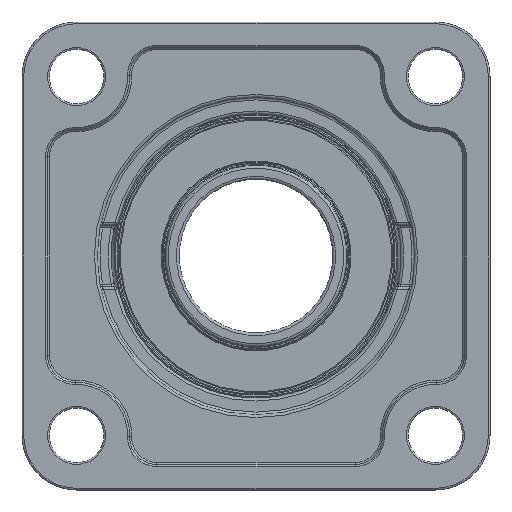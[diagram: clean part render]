
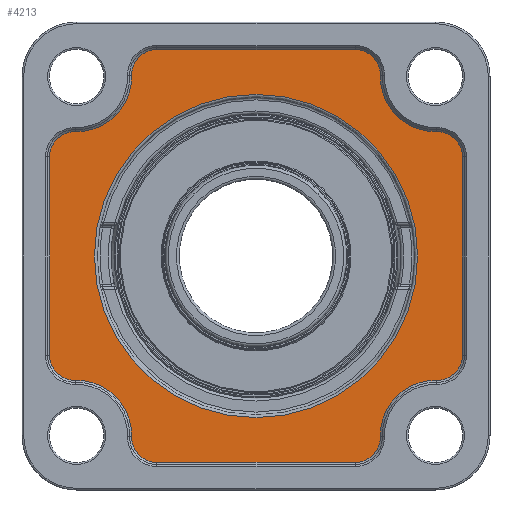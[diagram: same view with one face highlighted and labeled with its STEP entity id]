
A CAD part, front view. The second image highlights one B-rep face of the part: STEP entity #4213.
In plain terms, the highlighted planar face has unit normal (0, -1, 0).
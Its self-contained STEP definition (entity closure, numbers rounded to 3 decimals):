
#90=FACE_BOUND('',#1102,.T.);
#130=PLANE('',#4614);
#205=LINE('',#7293,#419);
#206=LINE('',#7301,#420);
#207=LINE('',#7309,#421);
#208=LINE('',#7317,#422);
#419=VECTOR('',#5369,10.);
#420=VECTOR('',#5376,10.);
#421=VECTOR('',#5383,10.);
#422=VECTOR('',#5390,10.);
#818=FACE_OUTER_BOUND('',#1101,.T.);
#1101=EDGE_LOOP('',(#3063,#3064,#3065,#3066,#3067,#3068,#3069,#3070,#3071,
#3072,#3073,#3074,#3075,#3076,#3077,#3078));
#1102=EDGE_LOOP('',(#3079));
#1422=CIRCLE('',#4613,47.3);
#1423=CIRCLE('',#4615,7.4);
#1424=CIRCLE('',#4616,16.1);
#1425=CIRCLE('',#4617,7.4);
#1426=CIRCLE('',#4618,7.4);
#1427=CIRCLE('',#4619,16.1);
#1428=CIRCLE('',#4620,7.4);
#1429=CIRCLE('',#4621,7.4);
#1430=CIRCLE('',#4622,16.1);
#1431=CIRCLE('',#4623,7.4);
#1432=CIRCLE('',#4624,7.4);
#1433=CIRCLE('',#4625,16.1);
#1434=CIRCLE('',#4626,7.4);
#1868=VERTEX_POINT('',#7287);
#1869=VERTEX_POINT('',#7291);
#1870=VERTEX_POINT('',#7292);
#1871=VERTEX_POINT('',#7294);
#1872=VERTEX_POINT('',#7296);
#1873=VERTEX_POINT('',#7298);
#1874=VERTEX_POINT('',#7300);
#1875=VERTEX_POINT('',#7302);
#1876=VERTEX_POINT('',#7304);
#1877=VERTEX_POINT('',#7306);
#1878=VERTEX_POINT('',#7308);
#1879=VERTEX_POINT('',#7310);
#1880=VERTEX_POINT('',#7312);
#1881=VERTEX_POINT('',#7314);
#1882=VERTEX_POINT('',#7316);
#1883=VERTEX_POINT('',#7318);
#1884=VERTEX_POINT('',#7320);
#2300=EDGE_CURVE('',#1868,#1868,#1422,.T.);
#2301=EDGE_CURVE('',#1869,#1870,#205,.T.);
#2302=EDGE_CURVE('',#1871,#1869,#1423,.T.);
#2303=EDGE_CURVE('',#1872,#1871,#1424,.T.);
#2304=EDGE_CURVE('',#1873,#1872,#1425,.T.);
#2305=EDGE_CURVE('',#1874,#1873,#206,.T.);
#2306=EDGE_CURVE('',#1875,#1874,#1426,.T.);
#2307=EDGE_CURVE('',#1876,#1875,#1427,.T.);
#2308=EDGE_CURVE('',#1877,#1876,#1428,.T.);
#2309=EDGE_CURVE('',#1878,#1877,#207,.T.);
#2310=EDGE_CURVE('',#1879,#1878,#1429,.T.);
#2311=EDGE_CURVE('',#1880,#1879,#1430,.T.);
#2312=EDGE_CURVE('',#1881,#1880,#1431,.T.);
#2313=EDGE_CURVE('',#1882,#1881,#208,.T.);
#2314=EDGE_CURVE('',#1883,#1882,#1432,.T.);
#2315=EDGE_CURVE('',#1884,#1883,#1433,.T.);
#2316=EDGE_CURVE('',#1870,#1884,#1434,.T.);
#3063=ORIENTED_EDGE('',*,*,#2301,.F.);
#3064=ORIENTED_EDGE('',*,*,#2302,.F.);
#3065=ORIENTED_EDGE('',*,*,#2303,.F.);
#3066=ORIENTED_EDGE('',*,*,#2304,.F.);
#3067=ORIENTED_EDGE('',*,*,#2305,.F.);
#3068=ORIENTED_EDGE('',*,*,#2306,.F.);
#3069=ORIENTED_EDGE('',*,*,#2307,.F.);
#3070=ORIENTED_EDGE('',*,*,#2308,.F.);
#3071=ORIENTED_EDGE('',*,*,#2309,.F.);
#3072=ORIENTED_EDGE('',*,*,#2310,.F.);
#3073=ORIENTED_EDGE('',*,*,#2311,.F.);
#3074=ORIENTED_EDGE('',*,*,#2312,.F.);
#3075=ORIENTED_EDGE('',*,*,#2313,.F.);
#3076=ORIENTED_EDGE('',*,*,#2314,.F.);
#3077=ORIENTED_EDGE('',*,*,#2315,.F.);
#3078=ORIENTED_EDGE('',*,*,#2316,.F.);
#3079=ORIENTED_EDGE('',*,*,#2300,.F.);
#4213=ADVANCED_FACE('',(#818,#90),#130,.T.);
#4613=AXIS2_PLACEMENT_3D('',#7289,#5365,#5366);
#4614=AXIS2_PLACEMENT_3D('',#7290,#5367,#5368);
#4615=AXIS2_PLACEMENT_3D('',#7295,#5370,#5371);
#4616=AXIS2_PLACEMENT_3D('',#7297,#5372,#5373);
#4617=AXIS2_PLACEMENT_3D('',#7299,#5374,#5375);
#4618=AXIS2_PLACEMENT_3D('',#7303,#5377,#5378);
#4619=AXIS2_PLACEMENT_3D('',#7305,#5379,#5380);
#4620=AXIS2_PLACEMENT_3D('',#7307,#5381,#5382);
#4621=AXIS2_PLACEMENT_3D('',#7311,#5384,#5385);
#4622=AXIS2_PLACEMENT_3D('',#7313,#5386,#5387);
#4623=AXIS2_PLACEMENT_3D('',#7315,#5388,#5389);
#4624=AXIS2_PLACEMENT_3D('',#7319,#5391,#5392);
#4625=AXIS2_PLACEMENT_3D('',#7321,#5393,#5394);
#4626=AXIS2_PLACEMENT_3D('',#7322,#5395,#5396);
#5365=DIRECTION('center_axis',(0.,-1.,0.));
#5366=DIRECTION('ref_axis',(-1.,0.,0.));
#5367=DIRECTION('center_axis',(0.,-1.,0.));
#5368=DIRECTION('ref_axis',(0.,0.,-1.));
#5369=DIRECTION('',(0.,0.,-1.));
#5370=DIRECTION('center_axis',(0.,1.,0.));
#5371=DIRECTION('ref_axis',(0.7,0.,0.715));
#5372=DIRECTION('center_axis',(0.,-1.,0.));
#5373=DIRECTION('ref_axis',(-1.,0.,0.));
#5374=DIRECTION('center_axis',(0.,1.,0.));
#5375=DIRECTION('ref_axis',(0.715,0.,0.7));
#5376=DIRECTION('',(1.,0.,0.));
#5377=DIRECTION('center_axis',(0.,1.,0.));
#5378=DIRECTION('ref_axis',(-0.715,0.,0.7));
#5379=DIRECTION('center_axis',(0.,-1.,0.));
#5380=DIRECTION('ref_axis',(1.,0.,0.));
#5381=DIRECTION('center_axis',(0.,1.,0.));
#5382=DIRECTION('ref_axis',(-0.7,0.,0.715));
#5383=DIRECTION('',(0.,0.,1.));
#5384=DIRECTION('center_axis',(0.,1.,0.));
#5385=DIRECTION('ref_axis',(-0.7,0.,-0.715));
#5386=DIRECTION('center_axis',(0.,-1.,0.));
#5387=DIRECTION('ref_axis',(1.,0.,0.));
#5388=DIRECTION('center_axis',(0.,1.,0.));
#5389=DIRECTION('ref_axis',(-0.715,0.,-0.7));
#5390=DIRECTION('',(-1.,0.,0.));
#5391=DIRECTION('center_axis',(0.,1.,0.));
#5392=DIRECTION('ref_axis',(0.715,0.,-0.7));
#5393=DIRECTION('center_axis',(0.,-1.,0.));
#5394=DIRECTION('ref_axis',(-1.,0.,0.));
#5395=DIRECTION('center_axis',(0.,1.,0.));
#5396=DIRECTION('ref_axis',(0.7,0.,-0.715));
#7287=CARTESIAN_POINT('',(0.,6.,47.3));
#7289=CARTESIAN_POINT('Origin',(0.,6.,0.));
#7290=CARTESIAN_POINT('Origin',(0.,6.,0.));
#7291=CARTESIAN_POINT('',(60.4,6.,29.005));
#7292=CARTESIAN_POINT('',(60.4,6.,-29.005));
#7293=CARTESIAN_POINT('',(60.4,6.,19.769));
#7294=CARTESIAN_POINT('',(52.843,6.,36.404));
#7295=CARTESIAN_POINT('Origin',(53.,6.,29.005));
#7296=CARTESIAN_POINT('',(36.404,6.,52.843));
#7297=CARTESIAN_POINT('Origin',(52.5,6.,52.5));
#7298=CARTESIAN_POINT('',(29.005,6.,60.4));
#7299=CARTESIAN_POINT('Origin',(29.005,6.,53.));
#7300=CARTESIAN_POINT('',(-29.005,6.,60.4));
#7301=CARTESIAN_POINT('',(-19.769,6.,60.4));
#7302=CARTESIAN_POINT('',(-36.404,6.,52.843));
#7303=CARTESIAN_POINT('Origin',(-29.005,6.,53.));
#7304=CARTESIAN_POINT('',(-52.843,6.,36.404));
#7305=CARTESIAN_POINT('Origin',(-52.5,6.,52.5));
#7306=CARTESIAN_POINT('',(-60.4,6.,29.005));
#7307=CARTESIAN_POINT('Origin',(-53.,6.,29.005));
#7308=CARTESIAN_POINT('',(-60.4,6.,-29.005));
#7309=CARTESIAN_POINT('',(-60.4,6.,-19.769));
#7310=CARTESIAN_POINT('',(-52.843,6.,-36.404));
#7311=CARTESIAN_POINT('Origin',(-53.,6.,-29.005));
#7312=CARTESIAN_POINT('',(-36.404,6.,-52.843));
#7313=CARTESIAN_POINT('Origin',(-52.5,6.,-52.5));
#7314=CARTESIAN_POINT('',(-29.005,6.,-60.4));
#7315=CARTESIAN_POINT('Origin',(-29.005,6.,-53.));
#7316=CARTESIAN_POINT('',(29.005,6.,-60.4));
#7317=CARTESIAN_POINT('',(19.769,6.,-60.4));
#7318=CARTESIAN_POINT('',(36.404,6.,-52.843));
#7319=CARTESIAN_POINT('Origin',(29.005,6.,-53.));
#7320=CARTESIAN_POINT('',(52.843,6.,-36.404));
#7321=CARTESIAN_POINT('Origin',(52.5,6.,-52.5));
#7322=CARTESIAN_POINT('Origin',(53.,6.,-29.005));
